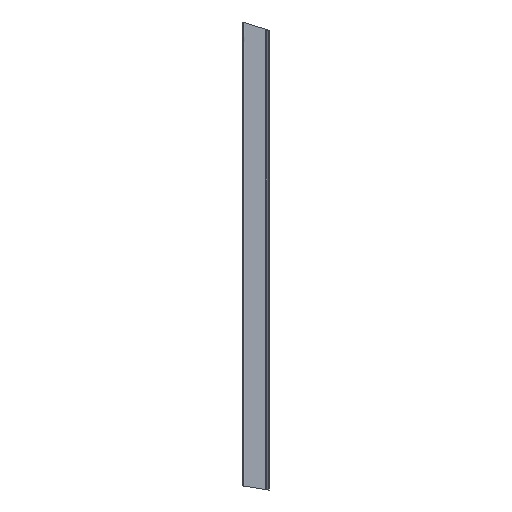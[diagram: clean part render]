
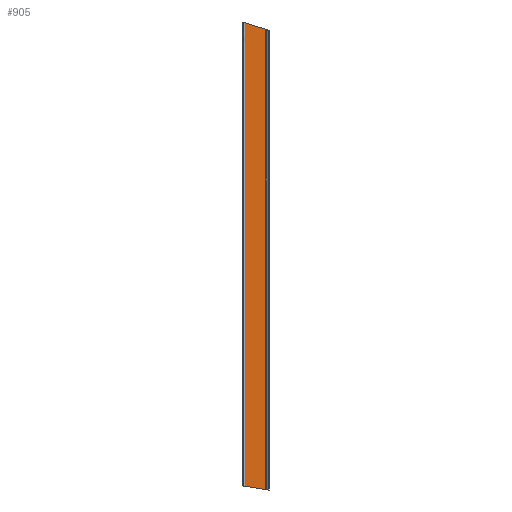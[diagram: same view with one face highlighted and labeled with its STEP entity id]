
A CAD part, left-side view. The second image highlights one B-rep face of the part: STEP entity #905.
In plain terms, the highlighted free-form (B-spline) face has degree [1, 1] with [2, 2] control points.
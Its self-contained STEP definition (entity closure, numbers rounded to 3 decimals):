
#92 = ORIENTED_EDGE ( 'NONE', *, *, #191, .F. ) ;
#114 = B_SPLINE_CURVE_WITH_KNOTS ( 'NONE', 1,
 ( #373, #443 ),
 .UNSPECIFIED., .F., .F.,
 ( 2, 2 ),
 ( -1., 0. ),
 .UNSPECIFIED. ) ;
#152 = CARTESIAN_POINT ( 'NONE',  ( 1897.456, 711.924, -5365.102 ) ) ;
#191 = EDGE_CURVE ( 'NONE', #651, #305, #114, .T. ) ;
#202 = CARTESIAN_POINT ( 'NONE',  ( 1897.456, 950.049, -5396.664 ) ) ;
#219 = CARTESIAN_POINT ( 'NONE',  ( 1897.456, 950.049, -104.82 ) ) ;
#274 = CARTESIAN_POINT ( 'NONE',  ( 1897.456, 711.924, -182.191 ) ) ;
#305 = VERTEX_POINT ( 'NONE', #988 ) ;
#310 = CARTESIAN_POINT ( 'NONE',  ( 1897.456, 950.049, -5327.387 ) ) ;
#326 = ORIENTED_EDGE ( 'NONE', *, *, #872, .F. ) ;
#344 = EDGE_CURVE ( 'NONE', #939, #651, #832, .T. ) ;
#373 = CARTESIAN_POINT ( 'NONE',  ( 1897.456, 950.049, -5327.387 ) ) ;
#395 = B_SPLINE_CURVE_WITH_KNOTS ( 'NONE', 1,
 ( #219, #856 ),
 .UNSPECIFIED., .F., .F.,
 ( 2, 2 ),
 ( 0., 1. ),
 .UNSPECIFIED. ) ;
#433 = CARTESIAN_POINT ( 'NONE',  ( 1897.456, 950.049, -73.258 ) ) ;
#443 = CARTESIAN_POINT ( 'NONE',  ( 1897.456, 950.049, -104.82 ) ) ;
#459 = CARTESIAN_POINT ( 'NONE',  ( 1897.456, 950.049, -5327.387 ) ) ;
#503 = B_SPLINE_CURVE_WITH_KNOTS ( 'NONE', 1,
 ( #274, #1019 ),
 .UNSPECIFIED., .F., .F.,
 ( 2, 2 ),
 ( -1., 0. ),
 .UNSPECIFIED. ) ;
#545 = CARTESIAN_POINT ( 'NONE',  ( 1897.456, 711.924, -73.258 ) ) ;
#551 = ORIENTED_EDGE ( 'NONE', *, *, #344, .F. ) ;
#578 = ORIENTED_EDGE ( 'NONE', *, *, #867, .F. ) ;
#604 = CARTESIAN_POINT ( 'NONE',  ( 1897.456, 711.924, -5396.664 ) ) ;
#651 = VERTEX_POINT ( 'NONE', #459 ) ;
#711 = VERTEX_POINT ( 'NONE', #1015 ) ;
#760 = CARTESIAN_POINT ( 'NONE',  ( 1897.456, 711.924, -5365.102 ) ) ;
#801 = EDGE_LOOP ( 'NONE', ( #578, #326, #92, #551 ) ) ;
#832 = B_SPLINE_CURVE_WITH_KNOTS ( 'NONE', 1,
 ( #152, #310 ),
 .UNSPECIFIED., .F., .F.,
 ( 2, 2 ),
 ( 0., 1. ),
 .UNSPECIFIED. ) ;
#856 = CARTESIAN_POINT ( 'NONE',  ( 1897.456, 711.924, -182.191 ) ) ;
#867 = EDGE_CURVE ( 'NONE', #711, #939, #503, .T. ) ;
#872 = EDGE_CURVE ( 'NONE', #305, #711, #395, .T. ) ;
#905 = ADVANCED_FACE ( 'NONE', ( #1036 ), #1013, .F. ) ;
#939 = VERTEX_POINT ( 'NONE', #760 ) ;
#988 = CARTESIAN_POINT ( 'NONE',  ( 1897.456, 950.049, -104.82 ) ) ;
#1013 = B_SPLINE_SURFACE_WITH_KNOTS ( 'NONE', 1, 1, ( 
 ( #202, #604 ),
 ( #433, #545 ) ),
 .UNSPECIFIED., .F., .F., .F.,
 ( 2, 2 ),
 ( 2, 2 ),
 ( 0., 1. ),
 ( 0., 1. ),
 .UNSPECIFIED. ) ;
#1015 = CARTESIAN_POINT ( 'NONE',  ( 1897.456, 711.924, -182.191 ) ) ;
#1019 = CARTESIAN_POINT ( 'NONE',  ( 1897.456, 711.924, -5365.102 ) ) ;
#1036 = FACE_OUTER_BOUND ( 'NONE', #801, .T. ) ;
